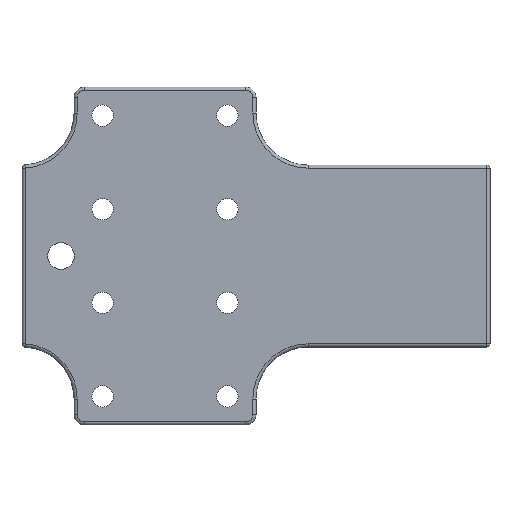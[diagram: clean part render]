
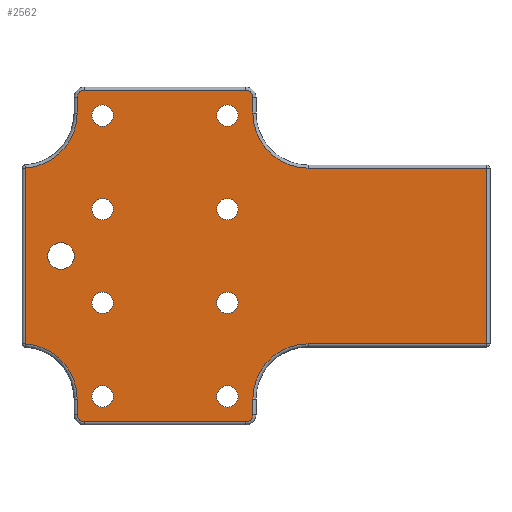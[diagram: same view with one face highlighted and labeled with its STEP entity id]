
A CAD part, front view. The second image highlights one B-rep face of the part: STEP entity #2562.
In plain terms, the highlighted planar face has unit normal (0, -1, 0).
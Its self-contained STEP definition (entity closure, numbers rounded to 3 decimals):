
#41=B_SPLINE_CURVE_WITH_KNOTS('',3,(#4075,#4076,#4077,#4078,#4079,#4080),
 .UNSPECIFIED.,.F.,.F.,(4,1,1,4),(-0.22,-0.126,
-0.063,0.),.UNSPECIFIED.);
#45=B_SPLINE_CURVE_WITH_KNOTS('',3,(#4162,#4163,#4164,#4165,#4166),
 .UNSPECIFIED.,.F.,.F.,(4,1,4),(0.,0.094,0.22),
 .UNSPECIFIED.);
#47=B_SPLINE_CURVE_WITH_KNOTS('',3,(#4206,#4207,#4208,#4209,#4210),
 .UNSPECIFIED.,.F.,.F.,(4,1,4),(0.,0.094,
0.22),.UNSPECIFIED.);
#48=B_SPLINE_CURVE_WITH_KNOTS('',3,(#4214,#4215,#4216,#4217,#4218,#4219),
 .UNSPECIFIED.,.F.,.F.,(4,1,1,4),(-0.22,-0.157,
-0.094,0.),.UNSPECIFIED.);
#116=FACE_BOUND('',#747,.T.);
#117=FACE_BOUND('',#748,.T.);
#118=FACE_BOUND('',#749,.T.);
#119=FACE_BOUND('',#750,.T.);
#120=FACE_BOUND('',#751,.T.);
#121=FACE_BOUND('',#752,.T.);
#122=FACE_BOUND('',#753,.T.);
#123=FACE_BOUND('',#754,.T.);
#124=FACE_BOUND('',#755,.T.);
#141=PLANE('',#2770);
#184=LINE('',#4109,#340);
#193=LINE('',#4190,#349);
#194=LINE('',#4196,#350);
#195=LINE('',#4198,#351);
#196=LINE('',#4200,#352);
#197=LINE('',#4204,#353);
#198=LINE('',#4212,#354);
#199=LINE('',#4221,#355);
#200=LINE('',#4225,#356);
#201=LINE('',#4227,#357);
#340=VECTOR('',#3159,10.);
#349=VECTOR('',#3192,10.);
#350=VECTOR('',#3199,10.);
#351=VECTOR('',#3200,10.);
#352=VECTOR('',#3201,10.);
#353=VECTOR('',#3204,10.);
#354=VECTOR('',#3205,0.6);
#355=VECTOR('',#3206,10.);
#356=VECTOR('',#3209,10.);
#357=VECTOR('',#3212,0.6);
#575=FACE_OUTER_BOUND('',#746,.T.);
#746=EDGE_LOOP('',(#1800,#1801,#1802,#1803,#1804,#1805,#1806,#1807,#1808,
#1809,#1810,#1811,#1812,#1813,#1814,#1815,#1816,#1817));
#747=EDGE_LOOP('',(#1818));
#748=EDGE_LOOP('',(#1819));
#749=EDGE_LOOP('',(#1820));
#750=EDGE_LOOP('',(#1821));
#751=EDGE_LOOP('',(#1822));
#752=EDGE_LOOP('',(#1823));
#753=EDGE_LOOP('',(#1824));
#754=EDGE_LOOP('',(#1825));
#755=EDGE_LOOP('',(#1826));
#943=CIRCLE('',#2771,10.6);
#944=CIRCLE('',#2772,10.6);
#945=CIRCLE('',#2773,10.6);
#946=CIRCLE('',#2774,10.6);
#947=CIRCLE('',#2775,2.05);
#948=CIRCLE('',#2776,2.05);
#949=CIRCLE('',#2777,2.05);
#950=CIRCLE('',#2778,2.05);
#951=CIRCLE('',#2779,2.05);
#952=CIRCLE('',#2780,2.05);
#953=CIRCLE('',#2781,2.05);
#954=CIRCLE('',#2782,2.55);
#955=CIRCLE('',#2783,2.05);
#1117=VERTEX_POINT('',#4072);
#1118=VERTEX_POINT('',#4074);
#1123=VERTEX_POINT('',#4107);
#1130=VERTEX_POINT('',#4151);
#1133=VERTEX_POINT('',#4160);
#1138=VERTEX_POINT('',#4189);
#1139=VERTEX_POINT('',#4193);
#1140=VERTEX_POINT('',#4195);
#1141=VERTEX_POINT('',#4197);
#1142=VERTEX_POINT('',#4199);
#1143=VERTEX_POINT('',#4201);
#1144=VERTEX_POINT('',#4203);
#1145=VERTEX_POINT('',#4205);
#1146=VERTEX_POINT('',#4211);
#1147=VERTEX_POINT('',#4213);
#1148=VERTEX_POINT('',#4220);
#1149=VERTEX_POINT('',#4222);
#1150=VERTEX_POINT('',#4224);
#1151=VERTEX_POINT('',#4228);
#1152=VERTEX_POINT('',#4230);
#1153=VERTEX_POINT('',#4232);
#1154=VERTEX_POINT('',#4234);
#1155=VERTEX_POINT('',#4236);
#1156=VERTEX_POINT('',#4238);
#1157=VERTEX_POINT('',#4240);
#1158=VERTEX_POINT('',#4242);
#1159=VERTEX_POINT('',#4244);
#1355=EDGE_CURVE('',#1117,#1118,#41,.T.);
#1363=EDGE_CURVE('',#1123,#1117,#184,.T.);
#1375=EDGE_CURVE('',#1133,#1130,#45,.T.);
#1382=EDGE_CURVE('',#1130,#1138,#193,.T.);
#1384=EDGE_CURVE('',#1139,#1123,#943,.T.);
#1385=EDGE_CURVE('',#1140,#1139,#194,.T.);
#1386=EDGE_CURVE('',#1141,#1140,#195,.T.);
#1387=EDGE_CURVE('',#1142,#1141,#196,.T.);
#1388=EDGE_CURVE('',#1143,#1142,#944,.T.);
#1389=EDGE_CURVE('',#1144,#1143,#197,.T.);
#1390=EDGE_CURVE('',#1145,#1144,#47,.T.);
#1391=EDGE_CURVE('',#1146,#1145,#198,.T.);
#1392=EDGE_CURVE('',#1147,#1146,#48,.T.);
#1393=EDGE_CURVE('',#1148,#1147,#199,.T.);
#1394=EDGE_CURVE('',#1149,#1148,#945,.T.);
#1395=EDGE_CURVE('',#1150,#1149,#200,.T.);
#1396=EDGE_CURVE('',#1138,#1150,#946,.T.);
#1397=EDGE_CURVE('',#1118,#1133,#201,.T.);
#1398=EDGE_CURVE('',#1151,#1151,#947,.T.);
#1399=EDGE_CURVE('',#1152,#1152,#948,.T.);
#1400=EDGE_CURVE('',#1153,#1153,#949,.T.);
#1401=EDGE_CURVE('',#1154,#1154,#950,.T.);
#1402=EDGE_CURVE('',#1155,#1155,#951,.T.);
#1403=EDGE_CURVE('',#1156,#1156,#952,.T.);
#1404=EDGE_CURVE('',#1157,#1157,#953,.T.);
#1405=EDGE_CURVE('',#1158,#1158,#954,.T.);
#1406=EDGE_CURVE('',#1159,#1159,#955,.T.);
#1800=ORIENTED_EDGE('',*,*,#1355,.F.);
#1801=ORIENTED_EDGE('',*,*,#1363,.F.);
#1802=ORIENTED_EDGE('',*,*,#1384,.F.);
#1803=ORIENTED_EDGE('',*,*,#1385,.F.);
#1804=ORIENTED_EDGE('',*,*,#1386,.F.);
#1805=ORIENTED_EDGE('',*,*,#1387,.F.);
#1806=ORIENTED_EDGE('',*,*,#1388,.F.);
#1807=ORIENTED_EDGE('',*,*,#1389,.F.);
#1808=ORIENTED_EDGE('',*,*,#1390,.F.);
#1809=ORIENTED_EDGE('',*,*,#1391,.F.);
#1810=ORIENTED_EDGE('',*,*,#1392,.F.);
#1811=ORIENTED_EDGE('',*,*,#1393,.F.);
#1812=ORIENTED_EDGE('',*,*,#1394,.F.);
#1813=ORIENTED_EDGE('',*,*,#1395,.F.);
#1814=ORIENTED_EDGE('',*,*,#1396,.F.);
#1815=ORIENTED_EDGE('',*,*,#1382,.F.);
#1816=ORIENTED_EDGE('',*,*,#1375,.F.);
#1817=ORIENTED_EDGE('',*,*,#1397,.F.);
#1818=ORIENTED_EDGE('',*,*,#1398,.F.);
#1819=ORIENTED_EDGE('',*,*,#1399,.F.);
#1820=ORIENTED_EDGE('',*,*,#1400,.F.);
#1821=ORIENTED_EDGE('',*,*,#1401,.F.);
#1822=ORIENTED_EDGE('',*,*,#1402,.F.);
#1823=ORIENTED_EDGE('',*,*,#1403,.F.);
#1824=ORIENTED_EDGE('',*,*,#1404,.F.);
#1825=ORIENTED_EDGE('',*,*,#1405,.F.);
#1826=ORIENTED_EDGE('',*,*,#1406,.F.);
#2562=ADVANCED_FACE('',(#575,#116,#117,#118,#119,#120,#121,#122,#123,#124),
#141,.F.);
#2770=AXIS2_PLACEMENT_3D('',#4192,#3195,#3196);
#2771=AXIS2_PLACEMENT_3D('',#4194,#3197,#3198);
#2772=AXIS2_PLACEMENT_3D('',#4202,#3202,#3203);
#2773=AXIS2_PLACEMENT_3D('',#4223,#3207,#3208);
#2774=AXIS2_PLACEMENT_3D('',#4226,#3210,#3211);
#2775=AXIS2_PLACEMENT_3D('',#4229,#3213,#3214);
#2776=AXIS2_PLACEMENT_3D('',#4231,#3215,#3216);
#2777=AXIS2_PLACEMENT_3D('',#4233,#3217,#3218);
#2778=AXIS2_PLACEMENT_3D('',#4235,#3219,#3220);
#2779=AXIS2_PLACEMENT_3D('',#4237,#3221,#3222);
#2780=AXIS2_PLACEMENT_3D('',#4239,#3223,#3224);
#2781=AXIS2_PLACEMENT_3D('',#4241,#3225,#3226);
#2782=AXIS2_PLACEMENT_3D('',#4243,#3227,#3228);
#2783=AXIS2_PLACEMENT_3D('',#4245,#3229,#3230);
#3159=DIRECTION('',(0.,0.,-1.));
#3192=DIRECTION('',(0.,0.,1.));
#3195=DIRECTION('center_axis',(0.,1.,0.));
#3196=DIRECTION('ref_axis',(1.,0.,0.));
#3197=DIRECTION('center_axis',(0.,-1.,0.));
#3198=DIRECTION('ref_axis',(-0.707,0.,0.707));
#3199=DIRECTION('',(-1.,0.,0.));
#3200=DIRECTION('',(0.,0.,-1.));
#3201=DIRECTION('',(1.,0.,0.));
#3202=DIRECTION('center_axis',(0.,-1.,0.));
#3203=DIRECTION('ref_axis',(-0.707,0.,-0.707));
#3204=DIRECTION('',(0.,0.,-1.));
#3205=DIRECTION('',(1.,0.,0.));
#3206=DIRECTION('',(0.,0.,1.));
#3207=DIRECTION('center_axis',(0.,-1.,0.));
#3208=DIRECTION('ref_axis',(0.707,0.,-0.707));
#3209=DIRECTION('',(0.,0.,1.));
#3210=DIRECTION('center_axis',(0.,-1.,0.));
#3211=DIRECTION('ref_axis',(0.707,0.,0.707));
#3212=DIRECTION('',(-1.,0.,0.));
#3213=DIRECTION('center_axis',(0.,-1.,0.));
#3214=DIRECTION('ref_axis',(1.,0.,0.));
#3215=DIRECTION('center_axis',(0.,-1.,0.));
#3216=DIRECTION('ref_axis',(1.,0.,0.));
#3217=DIRECTION('center_axis',(0.,-1.,0.));
#3218=DIRECTION('ref_axis',(1.,0.,0.));
#3219=DIRECTION('center_axis',(0.,-1.,0.));
#3220=DIRECTION('ref_axis',(1.,0.,0.));
#3221=DIRECTION('center_axis',(0.,-1.,0.));
#3222=DIRECTION('ref_axis',(1.,0.,0.));
#3223=DIRECTION('center_axis',(0.,-1.,0.));
#3224=DIRECTION('ref_axis',(1.,0.,0.));
#3225=DIRECTION('center_axis',(0.,-1.,0.));
#3226=DIRECTION('ref_axis',(1.,0.,0.));
#3227=DIRECTION('center_axis',(0.,-1.,0.));
#3228=DIRECTION('ref_axis',(1.,0.,0.));
#3229=DIRECTION('center_axis',(0.,-1.,0.));
#3230=DIRECTION('ref_axis',(1.,0.,0.));
#4072=CARTESIAN_POINT('',(16.9,0.,-30.49));
#4074=CARTESIAN_POINT('',(15.5,0.,-31.893));
#4075=CARTESIAN_POINT('Ctrl Pts',(16.9,0.,-30.49));
#4076=CARTESIAN_POINT('Ctrl Pts',(16.9,0.,-30.805));
#4077=CARTESIAN_POINT('Ctrl Pts',(16.717,0.,
-31.327));
#4078=CARTESIAN_POINT('Ctrl Pts',(16.128,0.,
-31.797));
#4079=CARTESIAN_POINT('Ctrl Pts',(15.71,0.,
-31.893));
#4080=CARTESIAN_POINT('Ctrl Pts',(15.5,0.,-31.893));
#4107=CARTESIAN_POINT('',(16.9,0.,-27.5));
#4109=CARTESIAN_POINT('',(16.9,0.,-8.75));
#4151=CARTESIAN_POINT('',(-16.9,0.,-30.49));
#4160=CARTESIAN_POINT('',(-15.5,0.,-31.893));
#4162=CARTESIAN_POINT('Ctrl Pts',(-15.5,0.,-31.893));
#4163=CARTESIAN_POINT('Ctrl Pts',(-15.814,0.,-31.893));
#4164=CARTESIAN_POINT('Ctrl Pts',(-16.549,0.,-31.636));
#4165=CARTESIAN_POINT('Ctrl Pts',(-16.9,0.,-30.91));
#4166=CARTESIAN_POINT('Ctrl Pts',(-16.9,0.,-30.49));
#4189=CARTESIAN_POINT('',(-16.9,0.,-27.5));
#4190=CARTESIAN_POINT('',(-16.9,0.,-16.25));
#4192=CARTESIAN_POINT('Origin',(17.5,0.,0.));
#4193=CARTESIAN_POINT('',(27.5,0.,-16.9));
#4194=CARTESIAN_POINT('Origin',(27.5,0.,-27.5));
#4195=CARTESIAN_POINT('',(61.9,0.,-16.9));
#4196=CARTESIAN_POINT('',(40.,0.,-16.9));
#4197=CARTESIAN_POINT('',(61.9,0.,16.9));
#4198=CARTESIAN_POINT('',(61.9,0.,8.75));
#4199=CARTESIAN_POINT('',(27.5,0.,16.9));
#4200=CARTESIAN_POINT('',(-5.,0.,16.9));
#4201=CARTESIAN_POINT('',(16.9,0.,27.5));
#4202=CARTESIAN_POINT('Origin',(27.5,0.,27.5));
#4203=CARTESIAN_POINT('',(16.9,0.,30.49));
#4204=CARTESIAN_POINT('',(16.9,0.,16.25));
#4205=CARTESIAN_POINT('',(15.5,0.,31.893));
#4206=CARTESIAN_POINT('Ctrl Pts',(15.5,0.,31.893));
#4207=CARTESIAN_POINT('Ctrl Pts',(15.814,0.,31.893));
#4208=CARTESIAN_POINT('Ctrl Pts',(16.549,0.,31.636));
#4209=CARTESIAN_POINT('Ctrl Pts',(16.9,0.,30.91));
#4210=CARTESIAN_POINT('Ctrl Pts',(16.9,0.,30.49));
#4211=CARTESIAN_POINT('',(-15.5,0.,31.893));
#4212=CARTESIAN_POINT('',(-12.,0.,31.893));
#4213=CARTESIAN_POINT('',(-16.9,0.,30.49));
#4214=CARTESIAN_POINT('Ctrl Pts',(-16.9,0.,30.49));
#4215=CARTESIAN_POINT('Ctrl Pts',(-16.9,0.,30.7));
#4216=CARTESIAN_POINT('Ctrl Pts',(-16.805,0.,
31.119));
#4217=CARTESIAN_POINT('Ctrl Pts',(-16.336,0.,
31.708));
#4218=CARTESIAN_POINT('Ctrl Pts',(-15.814,0.,
31.893));
#4219=CARTESIAN_POINT('Ctrl Pts',(-15.5,0.,31.893));
#4220=CARTESIAN_POINT('',(-16.9,0.,27.5));
#4221=CARTESIAN_POINT('',(-16.9,0.,8.75));
#4222=CARTESIAN_POINT('',(-26.9,0.,16.917));
#4223=CARTESIAN_POINT('Origin',(-27.5,0.,27.5));
#4224=CARTESIAN_POINT('',(-26.9,0.,-16.917));
#4225=CARTESIAN_POINT('',(-26.9,0.,-8.75));
#4226=CARTESIAN_POINT('Origin',(-27.5,0.,-27.5));
#4227=CARTESIAN_POINT('',(5.5,0.,-31.893));
#4228=CARTESIAN_POINT('',(9.95,0.,9.));
#4229=CARTESIAN_POINT('Origin',(12.,0.,9.));
#4230=CARTESIAN_POINT('',(-14.05,0.,27.));
#4231=CARTESIAN_POINT('Origin',(-12.,0.,27.));
#4232=CARTESIAN_POINT('',(9.95,0.,-9.));
#4233=CARTESIAN_POINT('Origin',(12.,0.,-9.));
#4234=CARTESIAN_POINT('',(9.95,0.,-27.));
#4235=CARTESIAN_POINT('Origin',(12.,0.,-27.));
#4236=CARTESIAN_POINT('',(9.95,0.,27.));
#4237=CARTESIAN_POINT('Origin',(12.,0.,27.));
#4238=CARTESIAN_POINT('',(-14.05,0.,-27.));
#4239=CARTESIAN_POINT('Origin',(-12.,0.,-27.));
#4240=CARTESIAN_POINT('',(-14.05,0.,9.));
#4241=CARTESIAN_POINT('Origin',(-12.,0.,9.));
#4242=CARTESIAN_POINT('',(-22.55,0.,0.));
#4243=CARTESIAN_POINT('Origin',(-20.,0.,0.));
#4244=CARTESIAN_POINT('',(-14.05,0.,-9.));
#4245=CARTESIAN_POINT('Origin',(-12.,0.,-9.));
